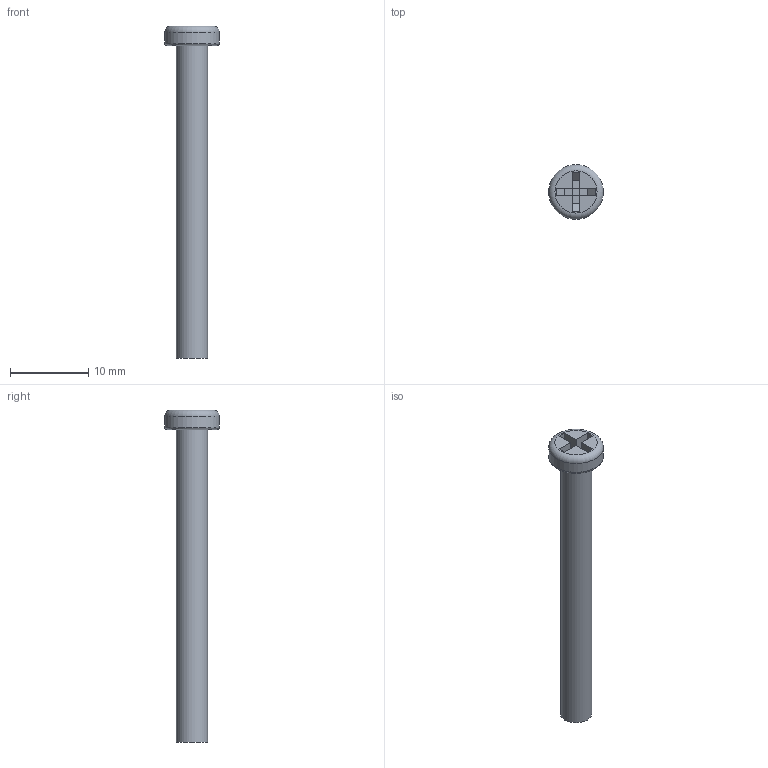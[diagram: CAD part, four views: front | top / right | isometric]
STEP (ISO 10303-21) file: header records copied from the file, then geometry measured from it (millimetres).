
FILE_DESCRIPTION(('FreeCAD Model'),'2;1');
FILE_NAME( 'M4_40mm_Screw.step', '2021-08-15T12:51:18',('Author'),(''), 'Open CASCADE STEP processor 7.3','FreeCAD','Unknown');
FILE_SCHEMA(('AUTOMOTIVE_DESIGN { 1 0 10303 214 1 1 1 1 }'));
Length unit declared in the file: millimetre
Products named in the file (1): M4_40mm
Bounding box: 7 x 7 x 42.5 mm (x, y, z)
Volume: 579.6 mm3; surface area: 657.6 mm2
Topology: 1 solids, 1 shells, 28 faces, 62 edges, 38 vertices
Faces by surface type: plane 24, cylinder 2, torus 2
Full cylindrical faces by diameter (mm): 4 x1, 7 x1
Entity records: 1581 total; most frequent: CARTESIAN_POINT 253, DIRECTION 252, LINE 174, VECTOR 174, ORIENTED_EDGE 124, PCURVE 124, DEFINITIONAL_REPRESENTATION 124, EDGE_CURVE 62
